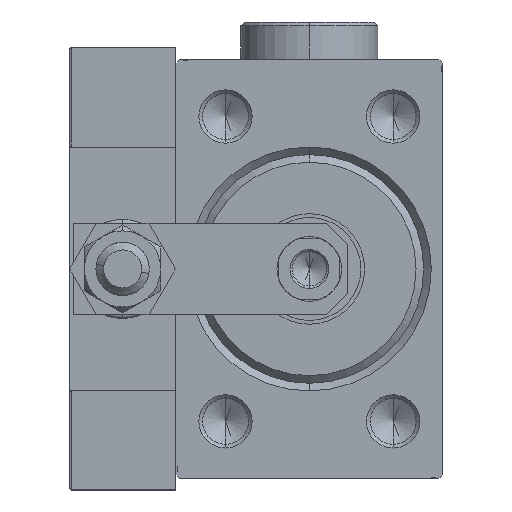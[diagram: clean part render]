
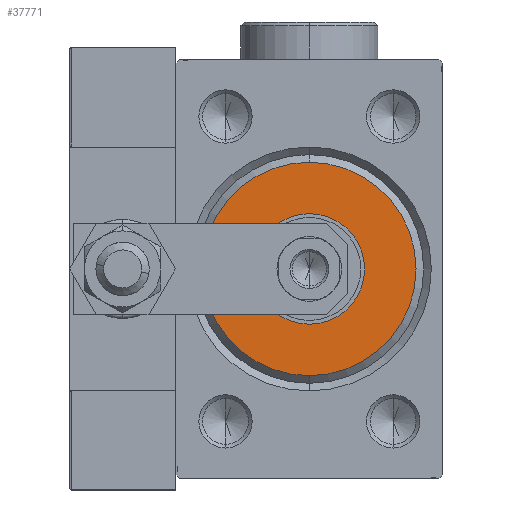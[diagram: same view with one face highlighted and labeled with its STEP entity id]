
A CAD part, left-side view. The second image highlights one B-rep face of the part: STEP entity #37771.
In plain terms, the highlighted face is planar.
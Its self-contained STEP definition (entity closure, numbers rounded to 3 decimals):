
#2123 = AXIS2_PLACEMENT_3D ( 'NONE', #19403, #3506, #16477 ) ;
#3506 = DIRECTION ( 'NONE',  ( 1., 0., 0. ) ) ;
#5450 = ORIENTED_EDGE ( 'NONE', *, *, #51155, .F. ) ;
#6414 = FACE_BOUND ( 'NONE', #45657, .T. ) ;
#6997 = DIRECTION ( 'NONE',  ( 0., 0., -1. ) ) ;
#7564 = DIRECTION ( 'NONE',  ( 0., 0., -1. ) ) ;
#9351 = CARTESIAN_POINT ( 'NONE',  ( 3., 0., 0. ) ) ;
#9783 = CARTESIAN_POINT ( 'NONE',  ( 3., 0., 14. ) ) ;
#9879 = DIRECTION ( 'NONE',  ( 0., 0., -1. ) ) ;
#12619 = DIRECTION ( 'NONE',  ( 0., 0., -1. ) ) ;
#14327 = CARTESIAN_POINT ( 'NONE',  ( 3., 0., 7.25 ) ) ;
#14577 = VERTEX_POINT ( 'NONE', #25560 ) ;
#15202 = CARTESIAN_POINT ( 'NONE',  ( 3., 0., 0. ) ) ;
#15674 = CIRCLE ( 'NONE', #2123, 7.25 ) ;
#15814 = DIRECTION ( 'NONE',  ( 1., 0., 0. ) ) ;
#16244 = VERTEX_POINT ( 'NONE', #14327 ) ;
#16477 = DIRECTION ( 'NONE',  ( 0., 0., -1. ) ) ;
#19403 = CARTESIAN_POINT ( 'NONE',  ( 3., 0., 0. ) ) ;
#20094 = EDGE_CURVE ( 'NONE', #14577, #43698, #27139, .T. ) ;
#20881 = ORIENTED_EDGE ( 'NONE', *, *, #20094, .T. ) ;
#21543 = PLANE ( 'NONE',  #45500 ) ;
#24987 = CARTESIAN_POINT ( 'NONE',  ( 3., 0., 0. ) ) ;
#25560 = CARTESIAN_POINT ( 'NONE',  ( 3., 0., -14. ) ) ;
#26698 = ORIENTED_EDGE ( 'NONE', *, *, #41689, .F. ) ;
#27139 = CIRCLE ( 'NONE', #28808, 14. ) ;
#28343 = EDGE_LOOP ( 'NONE', ( #47330, #20881 ) ) ;
#28808 = AXIS2_PLACEMENT_3D ( 'NONE', #24987, #51637, #7564 ) ;
#29410 = CARTESIAN_POINT ( 'NONE',  ( 3., 0., -7.25 ) ) ;
#30287 = FACE_OUTER_BOUND ( 'NONE', #28343, .T. ) ;
#30655 = EDGE_CURVE ( 'NONE', #43698, #14577, #41104, .T. ) ;
#37771 = ADVANCED_FACE ( 'NONE', ( #30287, #6414 ), #21543, .T. ) ;
#38172 = CIRCLE ( 'NONE', #51775, 7.25 ) ;
#39373 = AXIS2_PLACEMENT_3D ( 'NONE', #15202, #51864, #6997 ) ;
#41104 = CIRCLE ( 'NONE', #39373, 14. ) ;
#41689 = EDGE_CURVE ( 'NONE', #49443, #16244, #38172, .T. ) ;
#42248 = DIRECTION ( 'NONE',  ( 1., 0., 0. ) ) ;
#43698 = VERTEX_POINT ( 'NONE', #9783 ) ;
#45500 = AXIS2_PLACEMENT_3D ( 'NONE', #9351, #42248, #9879 ) ;
#45657 = EDGE_LOOP ( 'NONE', ( #26698, #5450 ) ) ;
#47330 = ORIENTED_EDGE ( 'NONE', *, *, #30655, .T. ) ;
#48480 = CARTESIAN_POINT ( 'NONE',  ( 3., 0., 0. ) ) ;
#49443 = VERTEX_POINT ( 'NONE', #29410 ) ;
#51155 = EDGE_CURVE ( 'NONE', #16244, #49443, #15674, .T. ) ;
#51637 = DIRECTION ( 'NONE',  ( 1., 0., 0. ) ) ;
#51775 = AXIS2_PLACEMENT_3D ( 'NONE', #48480, #15814, #12619 ) ;
#51864 = DIRECTION ( 'NONE',  ( 1., 0., 0. ) ) ;
